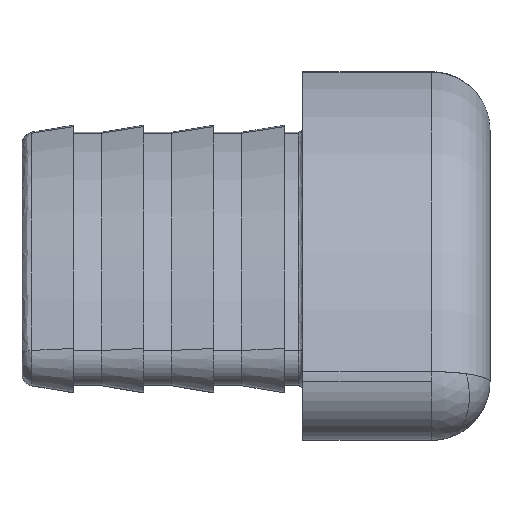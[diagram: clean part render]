
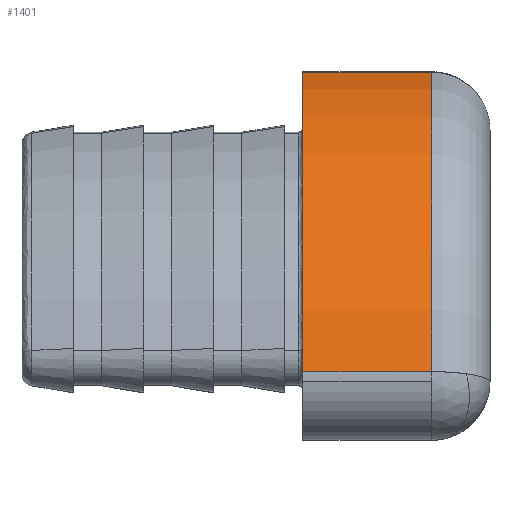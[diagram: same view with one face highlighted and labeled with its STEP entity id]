
A CAD part, top view. The second image highlights one B-rep face of the part: STEP entity #1401.
In plain terms, the highlighted cylindrical face has radius 16 mm (diameter 32 mm), a partial arc.
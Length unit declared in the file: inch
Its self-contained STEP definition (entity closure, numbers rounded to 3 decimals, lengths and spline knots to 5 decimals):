
#39 = DIRECTION ( 'NONE',  ( 1., 0., 0. ) ) ;
#153 = CARTESIAN_POINT ( 'NONE',  ( 0.21654, -0.22271, -0.22271 ) ) ;
#190 = AXIS2_PLACEMENT_3D ( 'NONE', #2110, #446, #2800 ) ;
#258 = EDGE_CURVE ( 'NONE', #1418, #2188, #2660, .T. ) ;
#419 = ORIENTED_EDGE ( 'NONE', *, *, #703, .T. ) ;
#420 = CARTESIAN_POINT ( 'NONE',  ( 0.10827, -0.10792, 0.39666 ) ) ;
#446 = DIRECTION ( 'NONE',  ( -1., 0., 0. ) ) ;
#703 = EDGE_CURVE ( 'NONE', #1374, #1530, #1347, .T. ) ;
#717 = EDGE_CURVE ( 'NONE', #2188, #1374, #1579, .T. ) ;
#759 = VECTOR ( 'NONE', #846, 39.37008 ) ;
#846 = DIRECTION ( 'NONE',  ( 1., 0., 0. ) ) ;
#904 = CARTESIAN_POINT ( 'NONE',  ( 0.10827, 0.39666, -0.10792 ) ) ;
#922 = FACE_OUTER_BOUND ( 'NONE', #1069, .T. ) ;
#939 = CARTESIAN_POINT ( 'NONE',  ( 0., 0.39666, -0.10792 ) ) ;
#1060 = ORIENTED_EDGE ( 'NONE', *, *, #717, .T. ) ;
#1069 = EDGE_LOOP ( 'NONE', ( #1200, #3005, #1060, #419 ) ) ;
#1082 = DIRECTION ( 'NONE',  ( 0., -1., 0. ) ) ;
#1180 = CYLINDRICAL_SURFACE ( 'NONE', #190, 0.62992 ) ;
#1185 = CARTESIAN_POINT ( 'NONE',  ( 0., -0.22271, -0.22271 ) ) ;
#1200 = ORIENTED_EDGE ( 'NONE', *, *, #2267, .T. ) ;
#1220 = CARTESIAN_POINT ( 'NONE',  ( 0.21654, 0.39666, -0.10792 ) ) ;
#1347 = CIRCLE ( 'NONE', #1443, 0.62992 ) ;
#1374 = VERTEX_POINT ( 'NONE', #1519 ) ;
#1401 = ADVANCED_FACE ( 'NONE', ( #922 ), #1180, .T. ) ;
#1418 = VERTEX_POINT ( 'NONE', #939 ) ;
#1443 = AXIS2_PLACEMENT_3D ( 'NONE', #153, #2238, #1082 ) ;
#1519 = CARTESIAN_POINT ( 'NONE',  ( 0.21654, -0.10792, 0.39666 ) ) ;
#1530 = VERTEX_POINT ( 'NONE', #1220 ) ;
#1579 = LINE ( 'NONE', #420, #759 ) ;
#1782 = LINE ( 'NONE', #904, #2091 ) ;
#1820 = DIRECTION ( 'NONE',  ( 0., -1., 0. ) ) ;
#1832 = DIRECTION ( 'NONE',  ( -1., 0., 0. ) ) ;
#1919 = CARTESIAN_POINT ( 'NONE',  ( 0., -0.10792, 0.39666 ) ) ;
#2091 = VECTOR ( 'NONE', #1832, 39.37008 ) ;
#2110 = CARTESIAN_POINT ( 'NONE',  ( 0.10827, -0.22271, -0.22271 ) ) ;
#2188 = VERTEX_POINT ( 'NONE', #1919 ) ;
#2218 = AXIS2_PLACEMENT_3D ( 'NONE', #1185, #39, #1820 ) ;
#2238 = DIRECTION ( 'NONE',  ( -1., 0., 0. ) ) ;
#2267 = EDGE_CURVE ( 'NONE', #1530, #1418, #1782, .T. ) ;
#2660 = CIRCLE ( 'NONE', #2218, 0.62992 ) ;
#2800 = DIRECTION ( 'NONE',  ( 0., -1., 0. ) ) ;
#3005 = ORIENTED_EDGE ( 'NONE', *, *, #258, .T. ) ;
